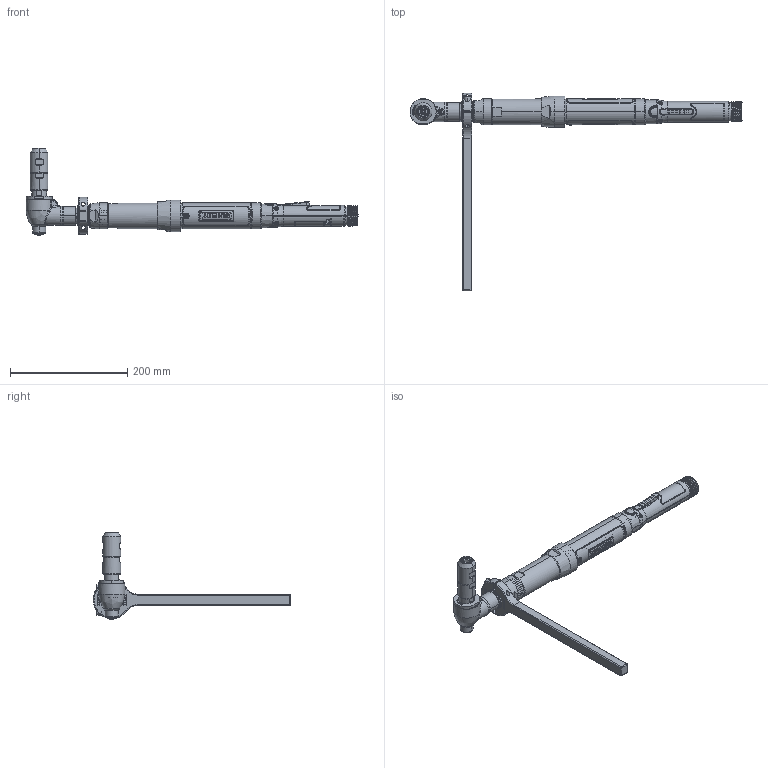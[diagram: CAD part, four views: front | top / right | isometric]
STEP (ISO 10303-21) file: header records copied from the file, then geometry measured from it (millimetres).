
FILE_DESCRIPTION((''),'2;1');
FILE_NAME('EB34LH22AV2-110','2012-01-27T',('MAM0508'),(''),'PRO/ENGINEER BY PARAMETRIC TECHNOLOGY CORPORATION, 2010430','PRO/ENGINEER BY PARAMETRIC TECHNOLOGY CORPORATION, 2010430','');
FILE_SCHEMA(('CONFIG_CONTROL_DESIGN'));
Length unit declared in the file: inch
Products named in the file (1): EB34LH22AV2-110
Bounding box: 565.31 x 336.55 x 148.21 mm (x, y, z)
Surface area: 190321.4 mm2 (no closed solid volume)
Topology: 0 solids, 359 shells, 972 faces, 5020 edges, 4325 vertices
Faces by surface type: cylinder 455, plane 177, bspline 157, cone 102, torus 49, extrusion 27, sphere 5
Entity records: 78862 total; most frequent: CARTESIAN_POINT 44312, ORIENTED_EDGE 6048, DIRECTION 6024, EDGE_CURVE 5016, VERTEX_POINT 4325, AXIS2_PLACEMENT_3D 2056, VECTOR 1912, B_SPLINE_CURVE_WITH_KNOTS 1890
